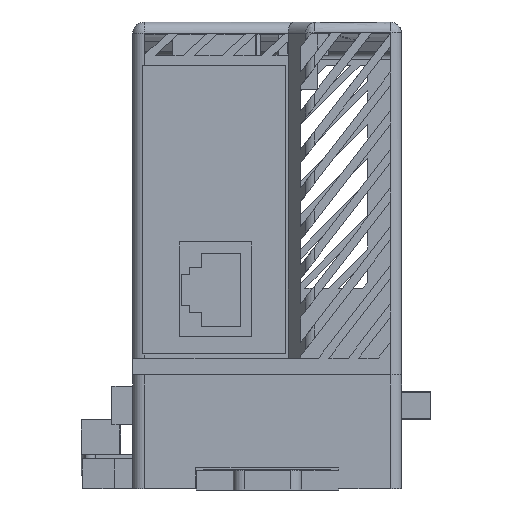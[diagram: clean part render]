
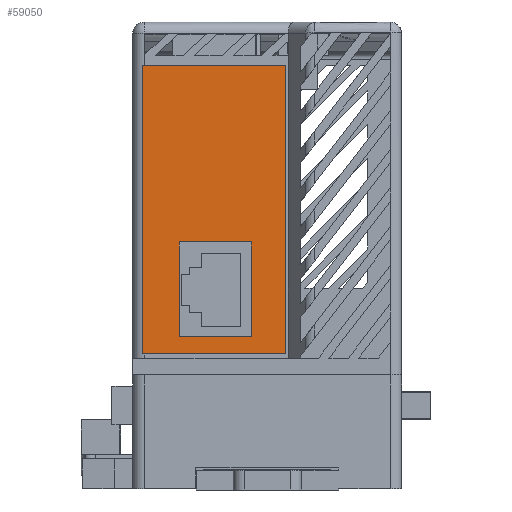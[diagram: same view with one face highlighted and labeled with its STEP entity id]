
A CAD part, front view. The second image highlights one B-rep face of the part: STEP entity #59050.
In plain terms, the highlighted planar face has unit normal (0, -1, 0).
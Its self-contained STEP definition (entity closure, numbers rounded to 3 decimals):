
#837 = DIRECTION ( 'NONE',  ( 0., 0., 1. ) ) ;
#1749 = CARTESIAN_POINT ( 'NONE',  ( 21.187, 5.25, 6.85 ) ) ;
#2095 = VECTOR ( 'NONE', #42468, 1000. ) ;
#2182 = VECTOR ( 'NONE', #45657, 1000. ) ;
#2930 = ORIENTED_EDGE ( 'NONE', *, *, #55575, .T. ) ;
#6886 = CARTESIAN_POINT ( 'NONE',  ( 1.75, 5.25, 3.75 ) ) ;
#6998 = VECTOR ( 'NONE', #56325, 1000. ) ;
#7366 = CARTESIAN_POINT ( 'NONE',  ( 1.75, 5.25, 55.25 ) ) ;
#7750 = VECTOR ( 'NONE', #30651, 1000. ) ;
#9472 = LINE ( 'NONE', #36248, #7750 ) ;
#9531 = EDGE_CURVE ( 'NONE', #36594, #35340, #65832, .T. ) ;
#10753 = CARTESIAN_POINT ( 'NONE',  ( 8.25, 5.25, 23.75 ) ) ;
#12523 = CARTESIAN_POINT ( 'NONE',  ( 8.25, 5.25, 6.85 ) ) ;
#12636 = CARTESIAN_POINT ( 'NONE',  ( 21.187, 5.25, 23.75 ) ) ;
#14129 = VERTEX_POINT ( 'NONE', #67004 ) ;
#17774 = CARTESIAN_POINT ( 'NONE',  ( 1.75, 5.25, 3.75 ) ) ;
#19394 = CARTESIAN_POINT ( 'NONE',  ( 27.25, 5.25, 55.25 ) ) ;
#19618 = EDGE_CURVE ( 'NONE', #46826, #14129, #49420, .T. ) ;
#21533 = EDGE_CURVE ( 'NONE', #14129, #23170, #9472, .T. ) ;
#22490 = VECTOR ( 'NONE', #36391, 1000. ) ;
#22529 = PLANE ( 'NONE',  #53568 ) ;
#23170 = VERTEX_POINT ( 'NONE', #19394 ) ;
#23445 = VECTOR ( 'NONE', #37748, 1000. ) ;
#26903 = LINE ( 'NONE', #12523, #52895 ) ;
#28341 = ORIENTED_EDGE ( 'NONE', *, *, #53830, .F. ) ;
#29316 = ORIENTED_EDGE ( 'NONE', *, *, #21533, .T. ) ;
#30367 = FACE_OUTER_BOUND ( 'NONE', #66468, .T. ) ;
#30651 = DIRECTION ( 'NONE',  ( 0., 0., 1. ) ) ;
#30791 = CARTESIAN_POINT ( 'NONE',  ( 1.75, 5.25, 55.25 ) ) ;
#32964 = VERTEX_POINT ( 'NONE', #7366 ) ;
#33918 = DIRECTION ( 'NONE',  ( 0., 1., 0. ) ) ;
#35340 = VERTEX_POINT ( 'NONE', #12636 ) ;
#36248 = CARTESIAN_POINT ( 'NONE',  ( 27.25, 5.25, 3.75 ) ) ;
#36391 = DIRECTION ( 'NONE',  ( -1., 0., 0. ) ) ;
#36594 = VERTEX_POINT ( 'NONE', #1749 ) ;
#36806 = VECTOR ( 'NONE', #66931, 1000. ) ;
#37748 = DIRECTION ( 'NONE',  ( 0., 0., 1. ) ) ;
#40688 = EDGE_LOOP ( 'NONE', ( #67418, #54134, #28341, #43666 ) ) ;
#42468 = DIRECTION ( 'NONE',  ( 0., 0., -1. ) ) ;
#43666 = ORIENTED_EDGE ( 'NONE', *, *, #61174, .F. ) ;
#44066 = CARTESIAN_POINT ( 'NONE',  ( 8.25, 5.25, 23.75 ) ) ;
#44564 = LINE ( 'NONE', #6886, #2182 ) ;
#45093 = FACE_BOUND ( 'NONE', #40688, .T. ) ;
#45657 = DIRECTION ( 'NONE',  ( 0., 0., -1. ) ) ;
#46741 = VERTEX_POINT ( 'NONE', #60820 ) ;
#46826 = VERTEX_POINT ( 'NONE', #17774 ) ;
#48003 = CARTESIAN_POINT ( 'NONE',  ( 8.25, 5.25, 23.75 ) ) ;
#49420 = LINE ( 'NONE', #50999, #6998 ) ;
#50999 = CARTESIAN_POINT ( 'NONE',  ( 1.75, 5.25, 3.75 ) ) ;
#51504 = LINE ( 'NONE', #10753, #36806 ) ;
#52895 = VECTOR ( 'NONE', #56864, 1000. ) ;
#53568 = AXIS2_PLACEMENT_3D ( 'NONE', #67060, #33918, #837 ) ;
#53830 = EDGE_CURVE ( 'NONE', #62048, #46741, #60889, .T. ) ;
#54134 = ORIENTED_EDGE ( 'NONE', *, *, #67633, .F. ) ;
#55575 = EDGE_CURVE ( 'NONE', #23170, #32964, #66652, .T. ) ;
#56325 = DIRECTION ( 'NONE',  ( 1., 0., 0. ) ) ;
#56864 = DIRECTION ( 'NONE',  ( 1., 0., 0. ) ) ;
#59050 = ADVANCED_FACE ( 'NONE', ( #45093, #30367 ), #22529, .F. ) ;
#60820 = CARTESIAN_POINT ( 'NONE',  ( 8.25, 5.25, 6.85 ) ) ;
#60889 = LINE ( 'NONE', #48003, #2095 ) ;
#61174 = EDGE_CURVE ( 'NONE', #35340, #62048, #51504, .T. ) ;
#61230 = EDGE_CURVE ( 'NONE', #32964, #46826, #44564, .T. ) ;
#62048 = VERTEX_POINT ( 'NONE', #44066 ) ;
#65832 = LINE ( 'NONE', #70800, #23445 ) ;
#66085 = ORIENTED_EDGE ( 'NONE', *, *, #61230, .T. ) ;
#66468 = EDGE_LOOP ( 'NONE', ( #66085, #67988, #29316, #2930 ) ) ;
#66652 = LINE ( 'NONE', #30791, #22490 ) ;
#66931 = DIRECTION ( 'NONE',  ( -1., 0., 0. ) ) ;
#67004 = CARTESIAN_POINT ( 'NONE',  ( 27.25, 5.25, 3.75 ) ) ;
#67060 = CARTESIAN_POINT ( 'NONE',  ( 1.75, 5.25, 55.25 ) ) ;
#67418 = ORIENTED_EDGE ( 'NONE', *, *, #9531, .F. ) ;
#67633 = EDGE_CURVE ( 'NONE', #46741, #36594, #26903, .T. ) ;
#67988 = ORIENTED_EDGE ( 'NONE', *, *, #19618, .T. ) ;
#70800 = CARTESIAN_POINT ( 'NONE',  ( 21.187, 5.25, 23.75 ) ) ;
